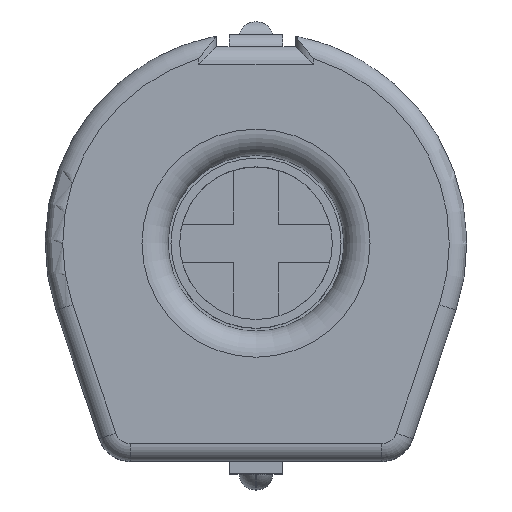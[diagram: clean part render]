
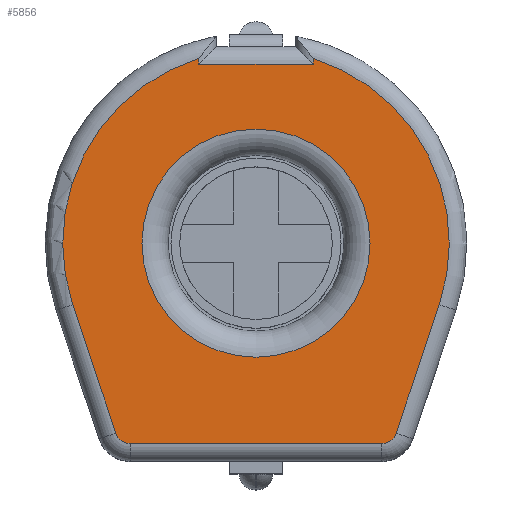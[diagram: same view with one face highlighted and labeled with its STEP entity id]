
A CAD part, top view. The second image highlights one B-rep face of the part: STEP entity #5856.
In plain terms, the highlighted planar face has unit normal (0, 0, 1).
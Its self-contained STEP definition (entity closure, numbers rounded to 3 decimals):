
#407=CIRCLE('',#6159,2.794);
#408=CIRCLE('',#6160,0.22);
#409=CIRCLE('',#6161,0.22);
#410=CIRCLE('',#6162,2.794);
#411=CIRCLE('',#6163,1.649);
#530=ORIENTED_EDGE('',*,*,#1738,.T.);
#531=ORIENTED_EDGE('',*,*,#1739,.T.);
#532=ORIENTED_EDGE('',*,*,#1740,.T.);
#533=ORIENTED_EDGE('',*,*,#1741,.T.);
#534=ORIENTED_EDGE('',*,*,#1742,.T.);
#535=ORIENTED_EDGE('',*,*,#1743,.T.);
#536=ORIENTED_EDGE('',*,*,#1744,.T.);
#537=ORIENTED_EDGE('',*,*,#1745,.T.);
#538=ORIENTED_EDGE('',*,*,#1746,.T.);
#539=ORIENTED_EDGE('',*,*,#1747,.T.);
#540=ORIENTED_EDGE('',*,*,#1748,.T.);
#1738=EDGE_CURVE('',#2338,#2339,#2729,.T.);
#1739=EDGE_CURVE('',#2339,#2340,#2730,.T.);
#1740=EDGE_CURVE('',#2340,#2341,#2731,.T.);
#1741=EDGE_CURVE('',#2341,#2342,#407,.T.);
#1742=EDGE_CURVE('',#2342,#2343,#2732,.T.);
#1743=EDGE_CURVE('',#2343,#2344,#408,.T.);
#1744=EDGE_CURVE('',#2344,#2345,#2733,.T.);
#1745=EDGE_CURVE('',#2345,#2346,#409,.T.);
#1746=EDGE_CURVE('',#2346,#2347,#2734,.T.);
#1747=EDGE_CURVE('',#2347,#2338,#410,.T.);
#1748=EDGE_CURVE('',#2348,#2348,#411,.F.);
#2338=VERTEX_POINT('',#7434);
#2339=VERTEX_POINT('',#7435);
#2340=VERTEX_POINT('',#7437);
#2341=VERTEX_POINT('',#7439);
#2342=VERTEX_POINT('',#7441);
#2343=VERTEX_POINT('',#7443);
#2344=VERTEX_POINT('',#7445);
#2345=VERTEX_POINT('',#7447);
#2346=VERTEX_POINT('',#7449);
#2347=VERTEX_POINT('',#7451);
#2348=VERTEX_POINT('',#7454);
#2729=LINE('',#7433,#3003);
#2730=LINE('',#7436,#3004);
#2731=LINE('',#7438,#3005);
#2732=LINE('',#7442,#3006);
#2733=LINE('',#7446,#3007);
#2734=LINE('',#7450,#3008);
#3003=VECTOR('',#6529,1000.);
#3004=VECTOR('',#6530,1000.);
#3005=VECTOR('',#6531,1000.);
#3006=VECTOR('',#6534,1000.);
#3007=VECTOR('',#6537,1000.);
#3008=VECTOR('',#6540,1000.);
#3237=EDGE_LOOP('',(#530,#531,#532,#533,#534,#535,#536,#537,#538,#539));
#3238=EDGE_LOOP('',(#540));
#3527=FACE_BOUND('',#3237,.T.);
#3528=FACE_BOUND('',#3238,.T.);
#3813=PLANE('',#6158);
#5856=ADVANCED_FACE('',(#3527,#3528),#3813,.T.);
#6158=AXIS2_PLACEMENT_3D('',#7432,#6527,#6528);
#6159=AXIS2_PLACEMENT_3D('',#7440,#6532,#6533);
#6160=AXIS2_PLACEMENT_3D('',#7444,#6535,#6536);
#6161=AXIS2_PLACEMENT_3D('',#7448,#6538,#6539);
#6162=AXIS2_PLACEMENT_3D('',#7452,#6541,#6542);
#6163=AXIS2_PLACEMENT_3D('',#7453,#6543,#6544);
#6527=DIRECTION('',(0.,0.,1.));
#6528=DIRECTION('',(1.,0.,0.));
#6529=DIRECTION('',(0.,-1.,0.));
#6530=DIRECTION('',(-1.,0.,0.));
#6531=DIRECTION('',(0.,1.,0.));
#6532=DIRECTION('',(0.,0.,1.));
#6533=DIRECTION('',(1.,0.,0.));
#6534=DIRECTION('',(0.318,-0.948,0.));
#6535=DIRECTION('',(0.,0.,1.));
#6536=DIRECTION('',(1.,0.,0.));
#6537=DIRECTION('',(1.,0.,0.));
#6538=DIRECTION('',(0.,0.,1.));
#6539=DIRECTION('',(1.,0.,0.));
#6540=DIRECTION('',(0.318,0.948,0.));
#6541=DIRECTION('',(0.,0.,1.));
#6542=DIRECTION('',(1.,0.,0.));
#6543=DIRECTION('',(0.,0.,1.));
#6544=DIRECTION('',(1.,0.,0.));
#7432=CARTESIAN_POINT('',(0.,0.,4.978));
#7433=CARTESIAN_POINT('',(0.825,0.,4.978));
#7434=CARTESIAN_POINT('',(0.826,2.669,4.978));
#7435=CARTESIAN_POINT('',(0.826,2.587,4.978));
#7436=CARTESIAN_POINT('',(0.,2.587,4.978));
#7437=CARTESIAN_POINT('',(-0.826,2.587,4.978));
#7438=CARTESIAN_POINT('',(-0.825,0.,4.978));
#7439=CARTESIAN_POINT('',(-0.826,2.669,4.978));
#7440=CARTESIAN_POINT('',(0.,0.,4.978));
#7441=CARTESIAN_POINT('',(-2.649,-0.888,4.978));
#7442=CARTESIAN_POINT('',(-2.649,-0.888,4.978));
#7443=CARTESIAN_POINT('',(-2.026,-2.746,4.978));
#7444=CARTESIAN_POINT('',(-1.818,-2.676,4.978));
#7445=CARTESIAN_POINT('',(-1.818,-2.896,4.978));
#7446=CARTESIAN_POINT('',(0.,-2.896,4.978));
#7447=CARTESIAN_POINT('',(1.818,-2.896,4.978));
#7448=CARTESIAN_POINT('',(1.818,-2.676,4.978));
#7449=CARTESIAN_POINT('',(2.026,-2.746,4.978));
#7450=CARTESIAN_POINT('',(2.649,-0.888,4.978));
#7451=CARTESIAN_POINT('',(2.649,-0.888,4.978));
#7452=CARTESIAN_POINT('',(0.,0.,4.978));
#7453=CARTESIAN_POINT('',(0.,0.,4.978));
#7454=CARTESIAN_POINT('',(1.649,0.,4.978));
